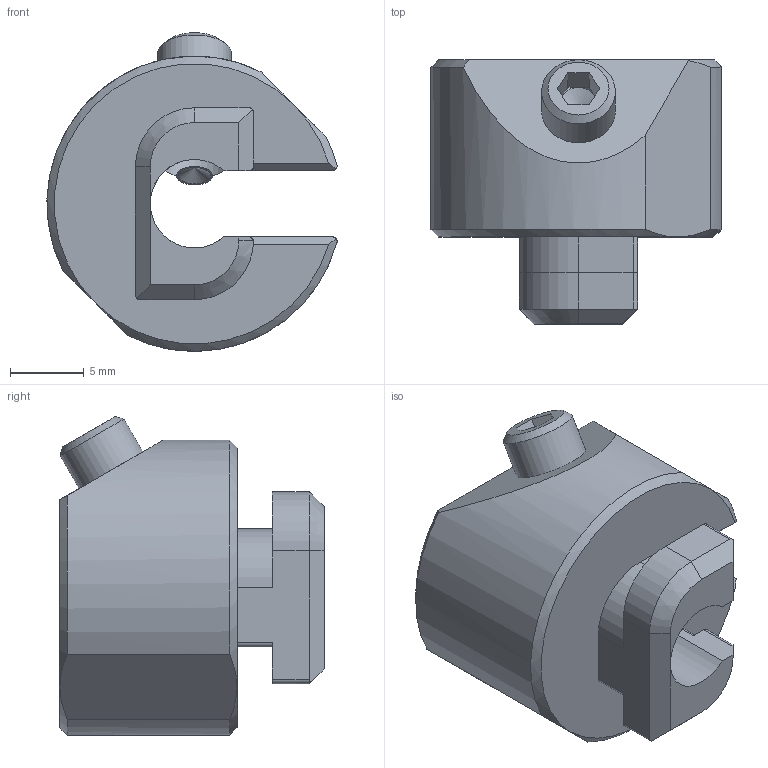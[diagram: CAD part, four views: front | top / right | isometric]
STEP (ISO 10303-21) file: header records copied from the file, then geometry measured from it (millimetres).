
FILE_DESCRIPTION(/* description */ ('Inserto di fissaggio serie 30'),/* implementation_level */ '2;1');
FILE_NAME(/* name */ 'MB30.stp',/* time_stamp */ '2021-02-19T14:08:26+01:00',/* author */ ('omnitec'),/* organization */ ('Microsoft'),/* preprocessor_version */ 'ST-DEVELOPER v18.1',/* originating_system */ 'Autodesk Inventor 2021',/* authorisation */ '');
FILE_SCHEMA (('AUTOMOTIVE_DESIGN { 1 0 10303 214 3 1 1 }'));
Length unit declared in the file: millimetre
Products named in the file (1): MB30
Bounding box: 19.66 x 17.9 x 21.59 mm (x, y, z)
Volume: 2993.3 mm3; surface area: 2058 mm2
Topology: 1 solids, 2 shells, 68 faces, 184 edges, 118 vertices
Faces by surface type: plane 37, cylinder 19, cone 12
Full cylindrical faces by diameter (mm): 5 x2
Entity records: 2254 total; most frequent: CARTESIAN_POINT 494, ORIENTED_EDGE 360, DIRECTION 359, EDGE_CURVE 182, AXIS2_PLACEMENT_3D 128, VERTEX_POINT 118, LINE 103, VECTOR 103
